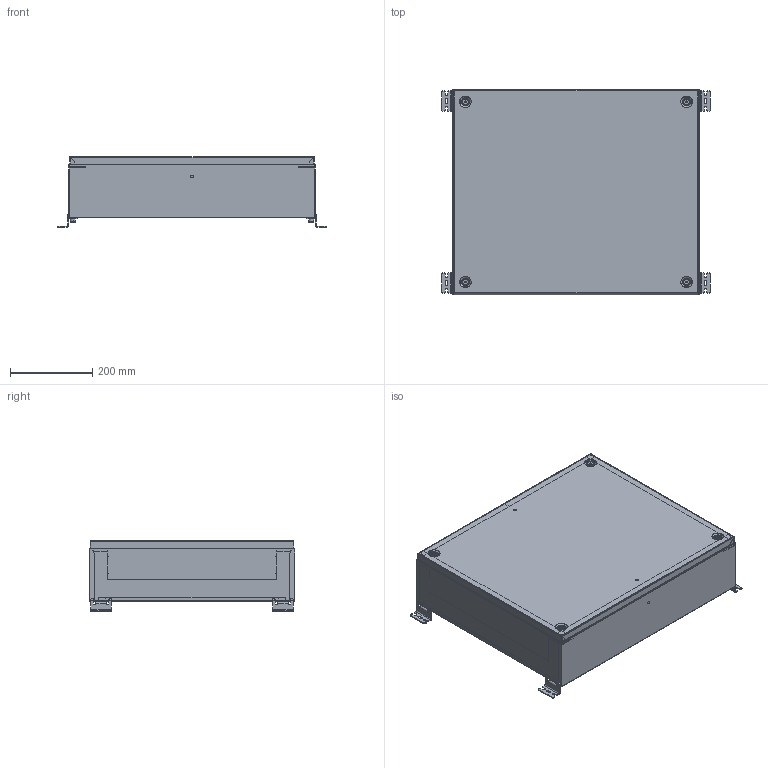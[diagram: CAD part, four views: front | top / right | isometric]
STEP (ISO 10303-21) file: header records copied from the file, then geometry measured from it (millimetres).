
FILE_DESCRIPTION (( 'STEP AP214' ), '1' );
FILE_NAME ('ÊÒ.316.515 Êëåììíàÿ êîðîáêà W600H500D150.STEP', '2024-04-27T04:41:53', ( '' ), ( '' ), 'SwSTEP 2.0', 'SolidWorks 2021', '' );
FILE_SCHEMA (( 'AUTOMOTIVE_DESIGN' ));
Length unit declared in the file: millimetre
Products named in the file (15): 妈眚 DIN 912-󋔊0-Zn; Ãàñêåòèíã W600H500; 室.316.515.10.02 署赅 W600D150; Çàêëåïêà ðåçüáîâàÿ Ì8 øåñòèãðàííàÿ ñ óìåíüøåííûì áîðòîì; ÊÒ.316.515 Êëåììíàÿ êîðîáêà W600H500D150; Øïèëüêà ïðèâàðíàÿ Ì6õ16; ÊÒ.316.515.10.01 Êîðïóñ øêàôà W600H500D150; ÊÒ.316.515.10.03 Ðàìà ìîíòàæíîé ïàíåëè; 471.100 Íàñòåííîå êðåïëåíèå; Âèíò Ì6õ25 ìåáåëüíûé; ÊÒ.316.515 ÑÁ Êàðêàñ øêàôà; 室.316.515.10.02 署赅 蚜 W600D150.SLDPRT; ÊÒ.316.515.20.01 Êðûøêà äâåðíàÿ W600H500; ÊÒ.316.515.20.00 Êðûøêà ïåðåäíÿÿ ÑÁ; Çàêëåïêà ðåçüáîâàÿ Ì6 øåñòèãðàííàÿ ñ óìåíüøåííûì áîðòîì
Assembly tree (33 placements, depth 4):
  ÊÒ.316.515 Êëåììíàÿ êîðîáêà W600H500D150
    ÊÒ.316.515 ÑÁ Êàðêàñ øêàôà
      ÊÒ.316.515.10.01 Êîðïóñ øêàôà W600H500D150
      室.316.515.10.02 署赅 蚜 W600D150.SLDPRT  x2
        室.316.515.10.02 署赅 W600D150
        Øïèëüêà ïðèâàðíàÿ Ì6õ16
      ÊÒ.316.515.10.03 Ðàìà ìîíòàæíîé ïàíåëè  x2
    ÊÒ.316.515.20.00 Êðûøêà ïåðåäíÿÿ ÑÁ
      ÊÒ.316.515.20.01 Êðûøêà äâåðíàÿ W600H500
      Ãàñêåòèíã W600H500
      Øïèëüêà ïðèâàðíàÿ Ì6õ16  x2
    Çàêëåïêà ðåçüáîâàÿ Ì6 øåñòèãðàííàÿ ñ óìåíüøåííûì áîðòîì  x4
    Çàêëåïêà ðåçüáîâàÿ Ì8 øåñòèãðàííàÿ ñ óìåíüøåííûì áîðòîì  x4
    471.100 Íàñòåííîå êðåïëåíèå  x4
    妈眚 DIN 912-󋔊0-Zn  x4
    Âèíò Ì6õ25 ìåáåëüíûé  x4
Bounding box: 652 x 500 x 171.6 mm (x, y, z)
Volume: 1317225.3 mm3; surface area: 2235429.8 mm2
Topology: 31 solids, 31 shells, 1690 faces, 4304 edges, 2694 vertices
Faces by surface type: cylinder 789, plane 717, cone 128, bspline 28, torus 28
Entity records: 27767 total; most frequent: CARTESIAN_POINT 11012, ORIENTED_EDGE 3386, DIRECTION 3328, EDGE_CURVE 1693, AXIS2_PLACEMENT_3D 1161, VERTEX_POINT 1056, LINE 1006, VECTOR 1006
